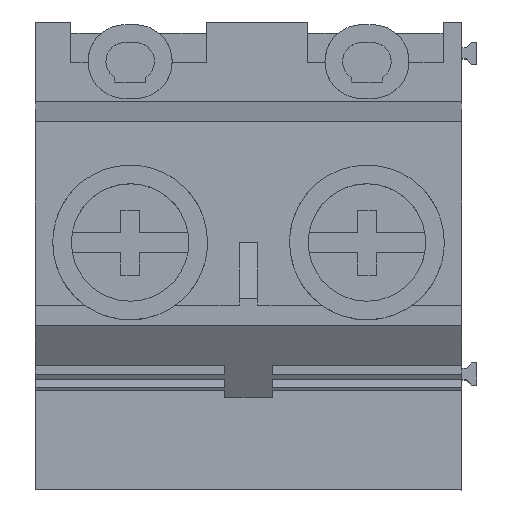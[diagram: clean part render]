
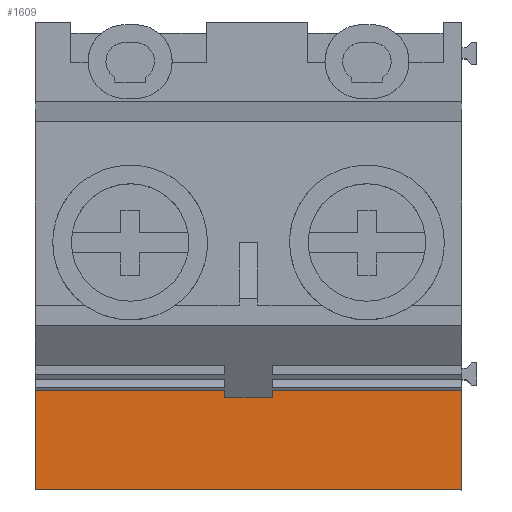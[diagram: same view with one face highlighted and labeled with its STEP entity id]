
A CAD part, top view. The second image highlights one B-rep face of the part: STEP entity #1609.
In plain terms, the highlighted planar face has unit normal (0, 0, 1).
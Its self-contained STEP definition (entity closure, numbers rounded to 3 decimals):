
#1557=AXIS2_PLACEMENT_3D('Plane Axis2P3D',#1554,#1555,#1556) ;
#258=CARTESIAN_POINT('Vertex',(0.,0.,21.5)) ;
#261=CARTESIAN_POINT('Line Origine',(0.,3.199,21.5)) ;
#265=CARTESIAN_POINT('Vertex',(0.,6.398,21.5)) ;
#1467=CARTESIAN_POINT('Line Origine',(11.43,0.,21.5)) ;
#1471=CARTESIAN_POINT('Vertex',(22.86,0.,21.5)) ;
#1554=CARTESIAN_POINT('Axis2P3D Location',(0.,0.,21.5)) ;
#1559=CARTESIAN_POINT('Line Origine',(11.43,4.947,21.5)) ;
#1563=CARTESIAN_POINT('Vertex',(10.16,4.947,21.5)) ;
#1565=CARTESIAN_POINT('Vertex',(12.7,4.947,21.5)) ;
#1568=CARTESIAN_POINT('Line Origine',(10.16,5.672,21.5)) ;
#1572=CARTESIAN_POINT('Vertex',(10.16,6.398,21.5)) ;
#1575=CARTESIAN_POINT('Line Origine',(5.08,6.398,21.5)) ;
#1580=CARTESIAN_POINT('Line Origine',(22.86,3.199,21.5)) ;
#1584=CARTESIAN_POINT('Vertex',(22.86,6.398,21.5)) ;
#1587=CARTESIAN_POINT('Line Origine',(17.78,6.398,21.5)) ;
#1591=CARTESIAN_POINT('Vertex',(12.7,6.398,21.5)) ;
#1594=CARTESIAN_POINT('Line Origine',(12.7,5.672,21.5)) ;
#262=DIRECTION('Vector Direction',(0.,1.,0.)) ;
#1468=DIRECTION('Vector Direction',(1.,0.,0.)) ;
#1555=DIRECTION('Axis2P3D Direction',(0.,0.,-1.)) ;
#1556=DIRECTION('Axis2P3D XDirection',(0.,1.,0.)) ;
#1560=DIRECTION('Vector Direction',(1.,0.,0.)) ;
#1569=DIRECTION('Vector Direction',(0.,1.,0.)) ;
#1576=DIRECTION('Vector Direction',(1.,0.,0.)) ;
#1581=DIRECTION('Vector Direction',(0.,1.,0.)) ;
#1588=DIRECTION('Vector Direction',(1.,0.,0.)) ;
#1595=DIRECTION('Vector Direction',(0.,1.,0.)) ;
#263=VECTOR('Line Direction',#262,1.) ;
#1469=VECTOR('Line Direction',#1468,1.) ;
#1561=VECTOR('Line Direction',#1560,1.) ;
#1570=VECTOR('Line Direction',#1569,1.) ;
#1577=VECTOR('Line Direction',#1576,1.) ;
#1582=VECTOR('Line Direction',#1581,1.) ;
#1589=VECTOR('Line Direction',#1588,1.) ;
#1596=VECTOR('Line Direction',#1595,1.) ;
#1600=ORIENTED_EDGE('',*,*,#1567,.F.) ;
#1601=ORIENTED_EDGE('',*,*,#1574,.F.) ;
#1602=ORIENTED_EDGE('',*,*,#1579,.F.) ;
#1603=ORIENTED_EDGE('',*,*,#267,.F.) ;
#1604=ORIENTED_EDGE('',*,*,#1473,.T.) ;
#1605=ORIENTED_EDGE('',*,*,#1586,.T.) ;
#1606=ORIENTED_EDGE('',*,*,#1593,.F.) ;
#1607=ORIENTED_EDGE('',*,*,#1598,.T.) ;
#1609=ADVANCED_FACE('HOUSING',(#1608),#1558,.F.) ;
#267=EDGE_CURVE('',#259,#266,#264,.T.) ;
#1473=EDGE_CURVE('',#259,#1472,#1470,.T.) ;
#1567=EDGE_CURVE('',#1564,#1566,#1562,.T.) ;
#1574=EDGE_CURVE('',#1573,#1564,#1571,.F.) ;
#1579=EDGE_CURVE('',#266,#1573,#1578,.T.) ;
#1586=EDGE_CURVE('',#1472,#1585,#1583,.T.) ;
#1593=EDGE_CURVE('',#1592,#1585,#1590,.T.) ;
#1598=EDGE_CURVE('',#1592,#1566,#1597,.F.) ;
#1599=EDGE_LOOP('',(#1600,#1601,#1602,#1603,#1604,#1605,#1606,#1607)) ;
#1608=FACE_OUTER_BOUND('',#1599,.T.) ;
#264=LINE('Line',#261,#263) ;
#1470=LINE('Line',#1467,#1469) ;
#1562=LINE('Line',#1559,#1561) ;
#1571=LINE('Line',#1568,#1570) ;
#1578=LINE('Line',#1575,#1577) ;
#1583=LINE('Line',#1580,#1582) ;
#1590=LINE('Line',#1587,#1589) ;
#1597=LINE('Line',#1594,#1596) ;
#1558=PLANE('',#1557) ;
#259=VERTEX_POINT('',#258) ;
#266=VERTEX_POINT('',#265) ;
#1472=VERTEX_POINT('',#1471) ;
#1564=VERTEX_POINT('',#1563) ;
#1566=VERTEX_POINT('',#1565) ;
#1573=VERTEX_POINT('',#1572) ;
#1585=VERTEX_POINT('',#1584) ;
#1592=VERTEX_POINT('',#1591) ;
